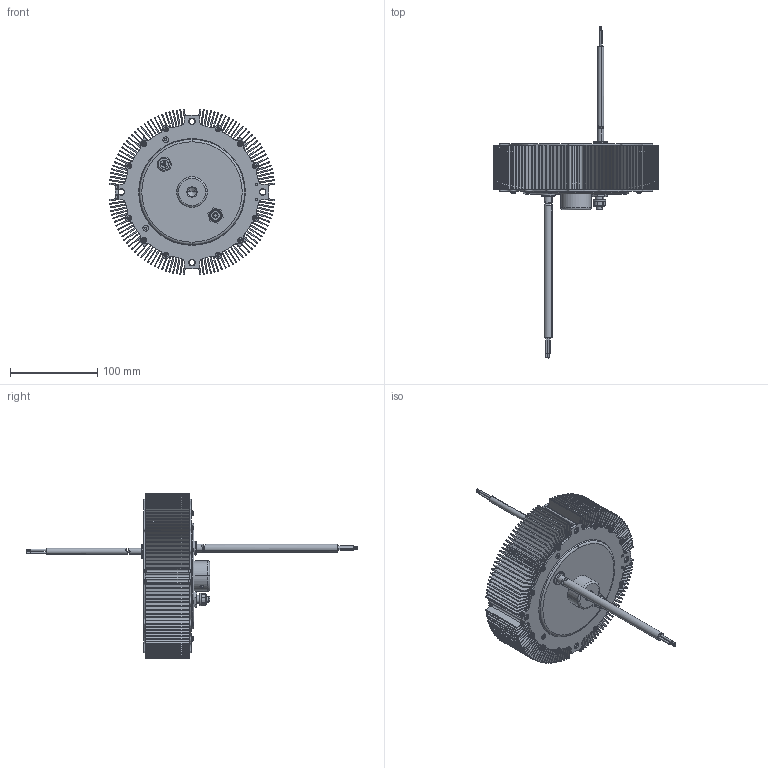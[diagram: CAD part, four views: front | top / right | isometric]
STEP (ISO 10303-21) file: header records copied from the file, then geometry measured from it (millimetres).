
FILE_DESCRIPTION (( 'STEP AP203' ), '1' );
FILE_NAME ('A6274 MU260H720AQ2_CP.STEP', '2015-02-27T06:18:55', ( 'Lenovo User' ), ( 'Lenovo (Beijing) Limited' ), 'SwSTEP 2.0', 'SolidWorks 2012', '' );
FILE_SCHEMA (( 'CONFIG_CONTROL_DESIGN' ));
Products named in the file (11): A6274 MU260H720AQ2_CP; 怀堤盄旰; 誘盄杶; 无L7输入线束; Mini5ﾐｾ｡｡; pan head cross recess screw_iso_ISO 7045 - M3 x 8 - Z --- 8N; countersunk flat head cross recess screw_iso_ISO 7046-1 - M3 x 8 - Z --- 8N; 奻裔啣; 裂蚾蹟翐; 菁啣; 倰第褲HBG-1
Assembly tree (25 placements, depth 2):
  A6274 MU260H720AQ2_CP
    倰第褲HBG-1
    菁啣
    裂蚾蹟翐
    奻裔啣
    countersunk flat head cross recess screw_iso_ISO 7046-1 - M3 x 8 - Z --- 8N  x4
    pan head cross recess screw_iso_ISO 7045 - M3 x 8 - Z --- 8N  x12
    Mini5ﾐｾ｡｡
    无L7输入线束
    誘盄杶  x2
    怀堤盄旰
Bounding box: 190.08 x 380.5 x 190.08 mm (x, y, z)
Volume: 375998.5 mm3; surface area: 392543.9 mm2
Topology: 29 solids, 30 shells, 2790 faces, 7628 edges, 4913 vertices
Faces by surface type: cylinder 1170, plane 1040, torus 328, cone 210, sphere 40, bspline 2
Entity records: 80351 total; most frequent: CARTESIAN_POINT 21816, ORIENTED_EDGE 12340, DIRECTION 11866, EDGE_CURVE 6170, AXIS2_PLACEMENT_3D 4443, VERTEX_POINT 4067, VECTOR 2980, LINE 2980
